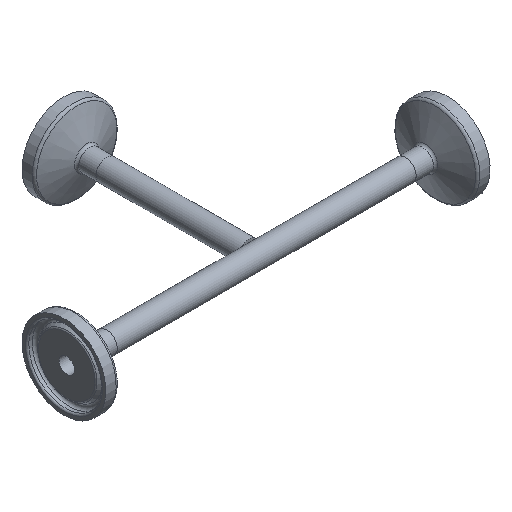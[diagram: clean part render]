
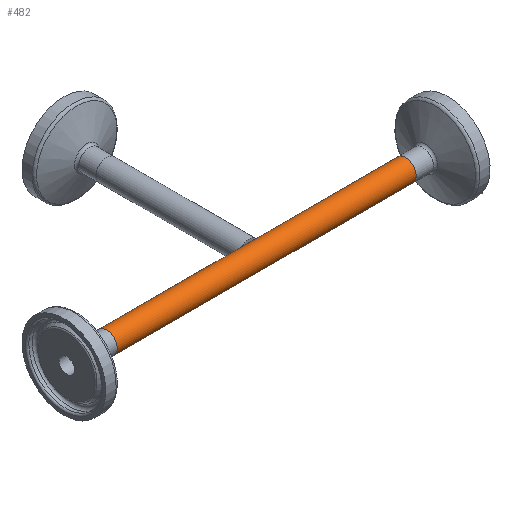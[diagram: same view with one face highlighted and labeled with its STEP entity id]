
A CAD part, isometric view. The second image highlights one B-rep face of the part: STEP entity #482.
In plain terms, the highlighted cylindrical face has radius 3.175 mm (diameter 6.35 mm), a full revolution.
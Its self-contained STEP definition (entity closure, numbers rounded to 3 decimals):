
#122=CARTESIAN_POINT('',(46.725,2.225,-2.265));
#123=VERTEX_POINT('',#122);
#131=CARTESIAN_POINT('',(44.802,2.225,-2.265));
#132=VERTEX_POINT('',#131);
#133=CARTESIAN_POINT('',(44.802,2.225,-2.265));
#134=DIRECTION('',(1.0,0.0,0.0));
#135=VECTOR('',#134,1.923);
#136=LINE('',#133,#135);
#137=EDGE_CURVE('',#132,#123,#136,.T.);
#164=CARTESIAN_POINT('',(44.802,2.225,2.265));
#165=VERTEX_POINT('',#164);
#173=CARTESIAN_POINT('',(46.725,2.225,2.265));
#174=VERTEX_POINT('',#173);
#175=CARTESIAN_POINT('',(46.725,2.225,2.265));
#176=DIRECTION('',(-1.0,0.0,0.0));
#177=VECTOR('',#176,1.923);
#178=LINE('',#175,#177);
#179=EDGE_CURVE('',#174,#165,#178,.T.);
#206=CARTESIAN_POINT('',(42.275,2.225,2.265));
#207=VERTEX_POINT('',#206);
#215=CARTESIAN_POINT('',(44.198,2.225,2.265));
#216=VERTEX_POINT('',#215);
#217=CARTESIAN_POINT('',(44.198,2.225,2.265));
#218=DIRECTION('',(-1.0,0.0,0.0));
#219=VECTOR('',#218,1.923);
#220=LINE('',#217,#219);
#221=EDGE_CURVE('',#216,#207,#220,.T.);
#248=CARTESIAN_POINT('',(44.5,0.0,0.0));
#249=DIRECTION('',(0.707,-0.707,0.0));
#250=DIRECTION('',(0.707,0.707,0.0));
#251=AXIS2_PLACEMENT_3D('',#248,#249,#250);
#252=ELLIPSE('',#251,4.49,3.175);
#253=EDGE_CURVE('',#123,#174,#252,.T.);
#275=CARTESIAN_POINT('',(42.275,2.225,-2.265));
#276=VERTEX_POINT('',#275);
#284=CARTESIAN_POINT('',(44.5,0.0,0.0));
#285=DIRECTION('',(-0.707,-0.707,0.0));
#286=DIRECTION('',(0.707,-0.707,0.0));
#287=AXIS2_PLACEMENT_3D('',#284,#285,#286);
#288=ELLIPSE('',#287,4.49,3.175);
#289=EDGE_CURVE('',#207,#276,#288,.T.);
#308=CARTESIAN_POINT('',(44.198,2.225,-2.265));
#309=VERTEX_POINT('',#308);
#317=CARTESIAN_POINT('',(42.275,2.225,-2.265));
#318=DIRECTION('',(1.0,0.0,0.0));
#319=VECTOR('',#318,1.923);
#320=LINE('',#317,#319);
#321=EDGE_CURVE('',#276,#309,#320,.T.);
#333=CARTESIAN_POINT('',(44.802,2.225,2.265));
#334=CARTESIAN_POINT('',(44.702,2.211,2.278));
#335=CARTESIAN_POINT('',(44.601,2.204,2.285));
#336=CARTESIAN_POINT('',(44.399,2.204,2.285));
#337=CARTESIAN_POINT('',(44.298,2.211,2.278));
#338=CARTESIAN_POINT('',(44.198,2.225,2.265));
#339=B_SPLINE_CURVE_WITH_KNOTS('',3,(#333,#334,#335,#336,#337,#338),.UNSPECIFIED.,.F.,.U.,(4,2,4),(0.694,0.724,0.754),.UNSPECIFIED.);
#340=EDGE_CURVE('',#165,#216,#339,.T.);
#425=CARTESIAN_POINT('',(44.5,2.204,-2.285));
#426=VERTEX_POINT('',#425);
#427=CARTESIAN_POINT('',(44.5,2.204,-2.285));
#428=CARTESIAN_POINT('',(44.601,2.204,-2.285));
#429=CARTESIAN_POINT('',(44.702,2.211,-2.278));
#430=CARTESIAN_POINT('',(44.802,2.225,-2.265));
#431=B_SPLINE_CURVE_WITH_KNOTS('',3,(#427,#428,#429,#430),.UNSPECIFIED.,.F.,.U.,(4,4),(0.0,0.03),.UNSPECIFIED.);
#432=EDGE_CURVE('',#426,#132,#431,.T.);
#434=CARTESIAN_POINT('',(44.198,2.225,-2.265));
#435=CARTESIAN_POINT('',(44.298,2.211,-2.278));
#436=CARTESIAN_POINT('',(44.399,2.204,-2.285));
#437=CARTESIAN_POINT('',(44.5,2.204,-2.285));
#438=B_SPLINE_CURVE_WITH_KNOTS('',3,(#434,#435,#436,#437),.UNSPECIFIED.,.F.,.U.,(4,4),(1.418,1.448),.UNSPECIFIED.);
#439=EDGE_CURVE('',#309,#426,#438,.T.);
#444=CARTESIAN_POINT('',(0.0,0.0,0.0));
#445=DIRECTION('',(1.0,0.0,0.0));
#446=DIRECTION('',(0.0,-1.0,0.0));
#447=AXIS2_PLACEMENT_3D('',#444,#445,#446);
#448=CYLINDRICAL_SURFACE('',#447,3.175);
#449=CARTESIAN_POINT('',(89.0,3.175,0.));
#450=VERTEX_POINT('',#449);
#451=CARTESIAN_POINT('',(89.0,0.0,0.0));
#452=DIRECTION('',(-1.0,0.0,0.0));
#453=DIRECTION('',(0.0,-1.0,0.0));
#454=AXIS2_PLACEMENT_3D('',#451,#452,#453);
#455=CIRCLE('',#454,3.175);
#456=EDGE_CURVE('',#450,#450,#455,.T.);
#457=ORIENTED_EDGE('',*,*,#456,.T.);
#458=EDGE_LOOP('',(#457));
#459=FACE_OUTER_BOUND('',#458,.T.);
#460=ORIENTED_EDGE('',*,*,#321,.T.);
#461=ORIENTED_EDGE('',*,*,#439,.T.);
#462=ORIENTED_EDGE('',*,*,#432,.T.);
#463=ORIENTED_EDGE('',*,*,#137,.T.);
#464=ORIENTED_EDGE('',*,*,#253,.T.);
#465=ORIENTED_EDGE('',*,*,#179,.T.);
#466=ORIENTED_EDGE('',*,*,#340,.T.);
#467=ORIENTED_EDGE('',*,*,#221,.T.);
#468=ORIENTED_EDGE('',*,*,#289,.T.);
#469=EDGE_LOOP('',(#460,#461,#462,#463,#464,#465,#466,#467,#468));
#470=FACE_BOUND('',#469,.T.);
#471=CARTESIAN_POINT('',(0.0,3.175,0.));
#472=VERTEX_POINT('',#471);
#473=CARTESIAN_POINT('',(0.0,0.0,0.0));
#474=DIRECTION('',(-1.0,0.0,0.0));
#475=DIRECTION('',(0.0,-1.0,0.0));
#476=AXIS2_PLACEMENT_3D('',#473,#474,#475);
#477=CIRCLE('',#476,3.175);
#478=EDGE_CURVE('',#472,#472,#477,.T.);
#479=ORIENTED_EDGE('',*,*,#478,.F.);
#480=EDGE_LOOP('',(#479));
#481=FACE_BOUND('',#480,.T.);
#482=ADVANCED_FACE('',(#459,#470,#481),#448,.T.);
